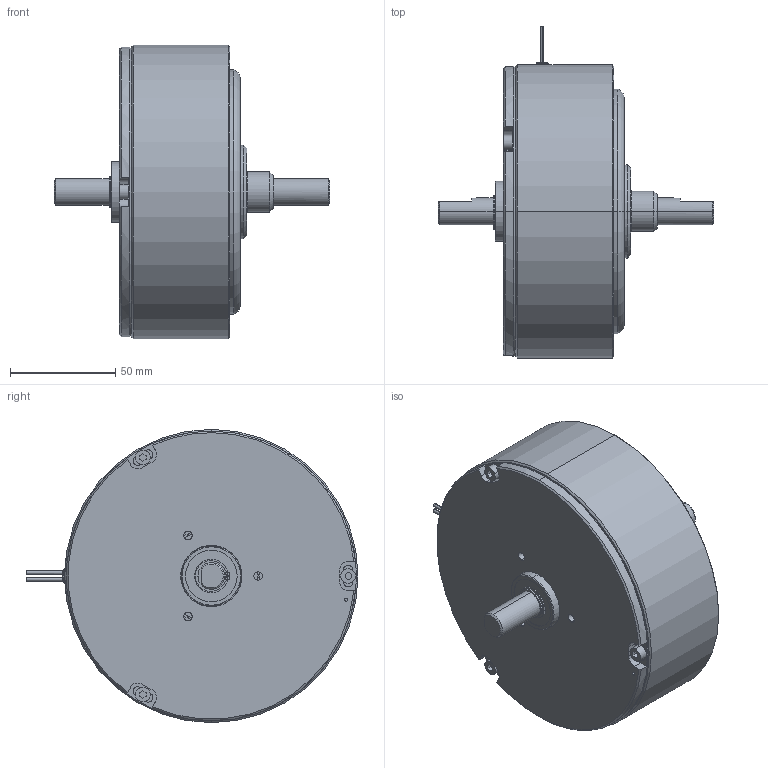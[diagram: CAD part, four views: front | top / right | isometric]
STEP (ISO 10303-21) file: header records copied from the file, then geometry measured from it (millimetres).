
FILE_DESCRIPTION (( 'STEP AP203' ), '1' );
FILE_NAME ('HB-450_A_EF.STEP', '2013-03-12T19:33:21', ( 'Jeff' ), ( '' ), 'SwSTEP 2.0', 'SolidWorks 2013', '' );
FILE_SCHEMA (( 'CONFIG_CONTROL_DESIGN' ));
Length unit declared in the file: inch
Products named in the file (1): HB-450_A_EF
Bounding box: 130.96 x 157.66 x 139.29 mm (x, y, z)
Surface area: 78611.3 mm2 (no closed solid volume)
Topology: 0 solids, 15 shells, 287 faces, 1101 edges, 837 vertices
Faces by surface type: cylinder 130, plane 82, cone 67, torus 6, bspline 2
Entity records: 12222 total; most frequent: CARTESIAN_POINT 3111, DIRECTION 1895, ORIENTED_EDGE 1666, EDGE_CURVE 1101, VERTEX_POINT 837, AXIS2_PLACEMENT_3D 753, CIRCLE 467, LINE 389
